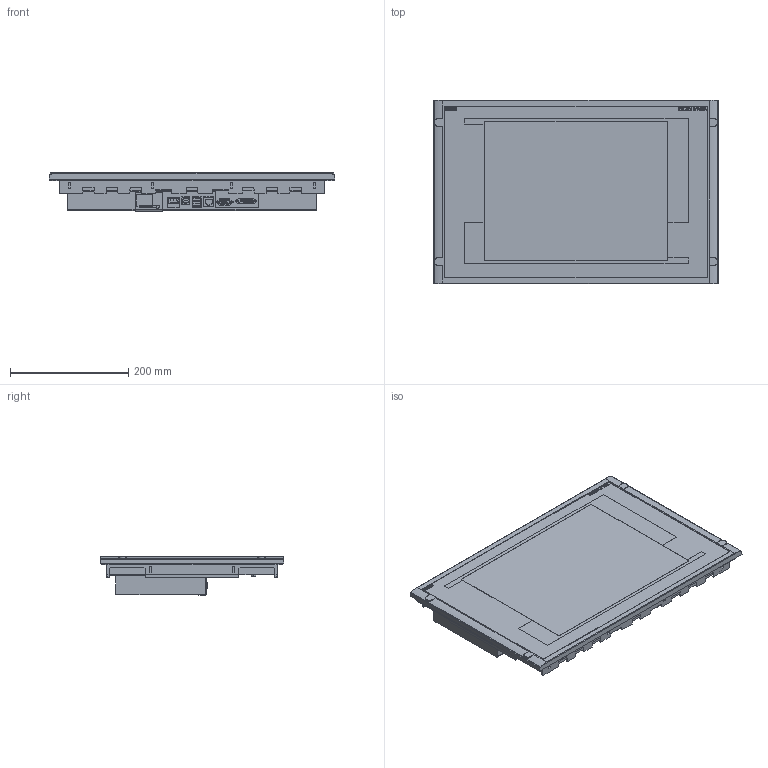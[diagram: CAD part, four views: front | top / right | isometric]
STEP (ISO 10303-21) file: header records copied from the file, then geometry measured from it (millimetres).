
FILE_DESCRIPTION(/* description */ (''),/* implementation_level */ '2;1');
FILE_NAME(/* name */ '6AV7861-2AA00-2AA0_3d.stp',/* time_stamp */ '2018-09-20T12:47:00+08:00',/* author */ ('xxx'),/* organization */ ('Siemens'),/* preprocessor_version */ 'ST-DEVELOPER v16',/* originating_system */ 'SIEMENS PLM Software NX 10.0',/* authorisation */ '');
FILE_SCHEMA (('AUTOMOTIVE_DESIGN { 1 0 10303 214 3 1 1 1 }'));
Products named in the file (3): A5E31739929A_001; A5E31739946A_001; A5E45595796A_001
Assembly tree (2 placements, depth 2):
  A5E45595796A_001
    A5E31739946A_001
    A5E31739929A_001
Bounding box: 482.6 x 310.3 x 64.6 mm (x, y, z)
Volume: 6191110.6 mm3; surface area: 408526.1 mm2
Topology: 67 solids, 67 shells, 2287 faces, 6085 edges, 4045 vertices
Faces by surface type: plane 2149, cylinder 97, extrusion 36, bspline 2, cone 2, torus 1
Full cylindrical faces by diameter (mm): 0.8 x15, 2.261 x2, 2.4 x2, 4 x2, 5.2 x4, 5.5 x1
Entity records: 76756 total; most frequent: CARTESIAN_POINT 13914, ORIENTED_EDGE 12068, DIRECTION 10691, EDGE_CURVE 6034, VECTOR 5781, LINE 5745, VERTEX_POINT 4025, EDGE_LOOP 2471
